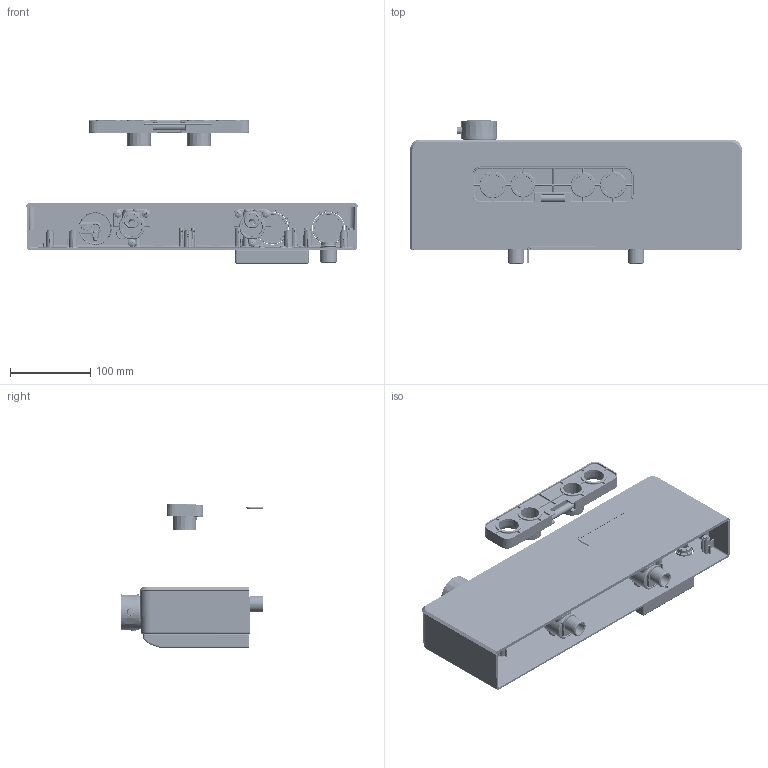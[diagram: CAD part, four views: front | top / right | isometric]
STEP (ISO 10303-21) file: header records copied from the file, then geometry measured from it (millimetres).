
FILE_DESCRIPTION((''),'2;1');
FILE_NAME('3D_DRAWING_FOR_2F_THERMOSTAT_AS_ASM','2023-08-03T14:12:19',('zeyuan_xue'),(''),'CREO PARAMETRIC BY PTC INC, 2021023','CREO PARAMETRIC BY PTC INC, 2021023','');
FILE_SCHEMA(('CONFIG_CONTROL_DESIGN','GEOMETRIC_VALIDATION_PROPERTIES_MIM'));
Products named in the file (35): B38230-012_1_1_1_1_1; B36700-023_1_1_1_1_1; B30271-002_1_1_1_1_1; 40000499_1_1_1_1_1; E26702_ASM_1_ASM_1_ASM_1_ASM_1_; B38230-010_1_1_1_1_1; B38232-002_2_1_1_1_1; 40000645_1_1_1_1_1; B38232-003_3_1_1_1_1; B38230-B03_1_1_1_1_1; 30100053_1_1_1_1_1; 30100054_1_1_1_1_1; A65141-006_1_1_1_1_1; B36690-B05_1_1_1_1_1; 40000711_1_1_1_1_1; T40003-002_1_1_1_1_1; B28070-020_1_1_1_1_1; 30500001_1_1_1_1_1; B30030-015_1_1_1_1_1; B30030-014_1_1_1_1_1; 30500036_1_1_1_1_1; B38230-021_1_1_1_1_1; B38230-020_1_1_1_1_1; 40001313_1_1_1_1_1; B36304-004_1_1_1_1_1; B36690-043_8_1_1_1_1; P45400-039_4_1_1_1_1; B36690-042_1_1_1_1_1; B38232_ASM_12_ASM_1_ASM_1_ASM_1_ASM; B38232_ASM_ASM_1_ASM_1_ASM_1_AS_ASM; B38232_ASM_ASM_ASM_1_ASM_1_ASM__ASM; B38232-2F_ASM_1_ASM_1_ASM; C00010-002_1; 3D_DRAWING_FOR_2F_THERMOSTAT__1_ASM; 3D_DRAWING_FOR_2F_THERMOSTAT_AS_ASM
Assembly tree (60 placements, depth 7):
  3D_DRAWING_FOR_2F_THERMOSTAT_AS_ASM
    3D_DRAWING_FOR_2F_THERMOSTAT__1_ASM
      B38232-2F_ASM_1_ASM_1_ASM
        B38232_ASM_ASM_ASM_1_ASM_1_ASM__ASM
          B38232_ASM_ASM_1_ASM_1_ASM_1_AS_ASM
            B38232_ASM_12_ASM_1_ASM_1_ASM_1_ASM
              B38230-012_1_1_1_1_1
              B36700-023_1_1_1_1_1
              B30271-002_1_1_1_1_1
              40000499_1_1_1_1_1
              E26702_ASM_1_ASM_1_ASM_1_ASM_1_  x2
              B38230-010_1_1_1_1_1  x2
              B38232-002_2_1_1_1_1
              40000645_1_1_1_1_1
              B38232-003_3_1_1_1_1
              B38230-B03_1_1_1_1_1  x2
              30100053_1_1_1_1_1  x10
              30100054_1_1_1_1_1
              A65141-006_1_1_1_1_1
              B36690-B05_1_1_1_1_1  x2
              40000711_1_1_1_1_1  x4
              T40003-002_1_1_1_1_1  x2
              B28070-020_1_1_1_1_1  x3
              30500001_1_1_1_1_1  x2
              B30030-015_1_1_1_1_1  x2
              B30030-014_1_1_1_1_1  x2
              30500036_1_1_1_1_1  x2
              B38230-021_1_1_1_1_1
              B38230-020_1_1_1_1_1
              40001313_1_1_1_1_1  x4
              B36304-004_1_1_1_1_1
              B36690-043_8_1_1_1_1
              P45400-039_4_1_1_1_1
              B36690-042_1_1_1_1_1
      C00010-002_1
Bounding box: 413.5 x 178.09 x 179.38 mm (x, y, z)
Volume: 418720.4 mm3; surface area: 498452.4 mm2
Topology: 50 solids, 56 shells, 6899 faces, 19519 edges, 12548 vertices
Faces by surface type: plane 2234, cylinder 1937, bspline 1213, cone 582, torus 463, sphere 246, extrusion 224
Entity records: 286432 total; most frequent: CARTESIAN_POINT 137944, ORIENTED_EDGE 28288, DIRECTION 19396, EDGE_CURVE 14152, VERTEX_POINT 9300, PRESENTATION_STYLE_ASSIGNMENT 7680, STYLED_ITEM 7680, AXIS2_PLACEMENT_3D 7262
